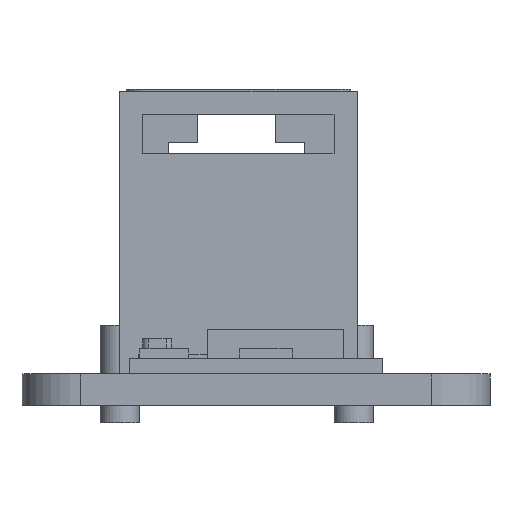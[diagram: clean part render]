
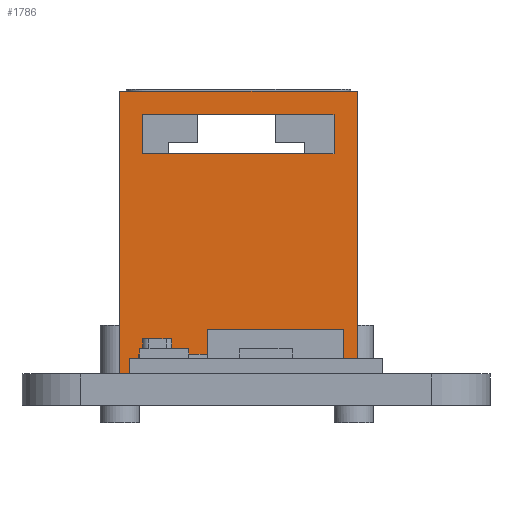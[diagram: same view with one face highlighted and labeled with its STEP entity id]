
A CAD part, left-side view. The second image highlights one B-rep face of the part: STEP entity #1786.
In plain terms, the highlighted planar face has unit normal (-1, 0, 0).
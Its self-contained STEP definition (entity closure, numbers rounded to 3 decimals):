
#113 = CARTESIAN_POINT ( 'NONE',  ( 13.696, -5.48, 48.8 ) ) ;
#148 = VERTEX_POINT ( 'NONE', #5593 ) ;
#254 = CARTESIAN_POINT ( 'NONE',  ( 13.696, 5.52, 62.1 ) ) ;
#261 = VERTEX_POINT ( 'NONE', #4064 ) ;
#397 = ORIENTED_EDGE ( 'NONE', *, *, #1952, .F. ) ;
#428 = EDGE_LOOP ( 'NONE', ( #5069, #6629, #2060, #6784, #3876, #6970, #2453, #4059 ) ) ;
#572 = EDGE_CURVE ( 'NONE', #697, #4522, #1139, .T. ) ;
#635 = LINE ( 'NONE', #254, #3902 ) ;
#675 = CARTESIAN_POINT ( 'NONE',  ( 13.696, -5.48, 48.8 ) ) ;
#697 = VERTEX_POINT ( 'NONE', #3083 ) ;
#705 = DIRECTION ( 'NONE',  ( 0., 1., 0. ) ) ;
#737 = CARTESIAN_POINT ( 'NONE',  ( 13.696, 5.52, 60.1 ) ) ;
#920 = EDGE_CURVE ( 'NONE', #261, #3705, #5777, .T. ) ;
#926 = VECTOR ( 'NONE', #7590, 1000. ) ;
#1070 = DIRECTION ( 'NONE',  ( 0., 0., -1. ) ) ;
#1082 = DIRECTION ( 'NONE',  ( 0., 0., 1. ) ) ;
#1120 = FACE_BOUND ( 'NONE', #6180, .T. ) ;
#1139 = LINE ( 'NONE', #2900, #926 ) ;
#1153 = VECTOR ( 'NONE', #4876, 1000. ) ;
#1199 = EDGE_CURVE ( 'NONE', #3705, #6983, #635, .T. ) ;
#1280 = PLANE ( 'NONE',  #1721 ) ;
#1307 = DIRECTION ( 'NONE',  ( 0., 0., -1. ) ) ;
#1323 = LINE ( 'NONE', #4359, #2964 ) ;
#1368 = EDGE_CURVE ( 'NONE', #7245, #5799, #4526, .T. ) ;
#1513 = VECTOR ( 'NONE', #1070, 1000. ) ;
#1566 = CARTESIAN_POINT ( 'NONE',  ( 13.696, 5.72, 49.8 ) ) ;
#1617 = VECTOR ( 'NONE', #2369, 1000. ) ;
#1721 = AXIS2_PLACEMENT_3D ( 'NONE', #675, #4930, #1307 ) ;
#1786 = ADVANCED_FACE ( 'NONE', ( #1120, #2549 ), #1280, .T. ) ;
#1923 = VECTOR ( 'NONE', #705, 1000. ) ;
#1952 = EDGE_CURVE ( 'NONE', #6983, #4427, #6483, .T. ) ;
#2007 = LINE ( 'NONE', #5518, #3461 ) ;
#2019 = ORIENTED_EDGE ( 'NONE', *, *, #1199, .F. ) ;
#2060 = ORIENTED_EDGE ( 'NONE', *, *, #7407, .F. ) ;
#2366 = CARTESIAN_POINT ( 'NONE',  ( 13.696, -4.28, 62.1 ) ) ;
#2369 = DIRECTION ( 'NONE',  ( 0., 0., 1. ) ) ;
#2397 = VECTOR ( 'NONE', #2851, 1000. ) ;
#2453 = ORIENTED_EDGE ( 'NONE', *, *, #5991, .F. ) ;
#2549 = FACE_OUTER_BOUND ( 'NONE', #428, .T. ) ;
#2607 = DIRECTION ( 'NONE',  ( 0., 0., 1. ) ) ;
#2648 = CARTESIAN_POINT ( 'NONE',  ( 13.696, -4.28, 48.8 ) ) ;
#2851 = DIRECTION ( 'NONE',  ( 0., 0., 1. ) ) ;
#2900 = CARTESIAN_POINT ( 'NONE',  ( 13.696, -4.28, 49.8 ) ) ;
#2941 = VERTEX_POINT ( 'NONE', #4584 ) ;
#2964 = VECTOR ( 'NONE', #6713, 1000. ) ;
#3083 = CARTESIAN_POINT ( 'NONE',  ( 13.696, -4.28, 49.8 ) ) ;
#3124 = VERTEX_POINT ( 'NONE', #6192 ) ;
#3136 = EDGE_CURVE ( 'NONE', #4522, #3124, #4346, .T. ) ;
#3260 = LINE ( 'NONE', #3605, #1617 ) ;
#3391 = VECTOR ( 'NONE', #2607, 1000. ) ;
#3461 = VECTOR ( 'NONE', #6092, 1000. ) ;
#3530 = CARTESIAN_POINT ( 'NONE',  ( 13.696, -5.48, 48.8 ) ) ;
#3605 = CARTESIAN_POINT ( 'NONE',  ( 13.696, -4.28, 48.8 ) ) ;
#3687 = CARTESIAN_POINT ( 'NONE',  ( 13.696, -5.48, 63.3 ) ) ;
#3705 = VERTEX_POINT ( 'NONE', #2366 ) ;
#3836 = ORIENTED_EDGE ( 'NONE', *, *, #6689, .F. ) ;
#3876 = ORIENTED_EDGE ( 'NONE', *, *, #1368, .T. ) ;
#3882 = DIRECTION ( 'NONE',  ( 0., 1., 0. ) ) ;
#3902 = VECTOR ( 'NONE', #3882, 1000. ) ;
#4000 = LINE ( 'NONE', #5227, #2397 ) ;
#4022 = EDGE_CURVE ( 'NONE', #3124, #2941, #6682, .T. ) ;
#4059 = ORIENTED_EDGE ( 'NONE', *, *, #4022, .F. ) ;
#4064 = CARTESIAN_POINT ( 'NONE',  ( 13.696, -4.28, 60.1 ) ) ;
#4166 = VERTEX_POINT ( 'NONE', #2648 ) ;
#4346 = LINE ( 'NONE', #1566, #7181 ) ;
#4359 = CARTESIAN_POINT ( 'NONE',  ( 13.696, 5.52, 60.1 ) ) ;
#4427 = VERTEX_POINT ( 'NONE', #737 ) ;
#4522 = VERTEX_POINT ( 'NONE', #6752 ) ;
#4526 = LINE ( 'NONE', #4709, #7621 ) ;
#4584 = CARTESIAN_POINT ( 'NONE',  ( 13.696, 6.72, 48.8 ) ) ;
#4709 = CARTESIAN_POINT ( 'NONE',  ( 13.696, -5.48, 48.8 ) ) ;
#4876 = DIRECTION ( 'NONE',  ( 0., 1., 0. ) ) ;
#4930 = DIRECTION ( 'NONE',  ( -1., 0., 0. ) ) ;
#5069 = ORIENTED_EDGE ( 'NONE', *, *, #3136, .F. ) ;
#5227 = CARTESIAN_POINT ( 'NONE',  ( 13.696, 6.72, 48.8 ) ) ;
#5332 = EDGE_CURVE ( 'NONE', #5799, #148, #5952, .T. ) ;
#5478 = EDGE_CURVE ( 'NONE', #7245, #4166, #2007, .T. ) ;
#5518 = CARTESIAN_POINT ( 'NONE',  ( 13.696, -5.48, 48.8 ) ) ;
#5593 = CARTESIAN_POINT ( 'NONE',  ( 13.696, 6.72, 63.3 ) ) ;
#5700 = CARTESIAN_POINT ( 'NONE',  ( 13.696, -5.48, 63.3 ) ) ;
#5766 = DIRECTION ( 'NONE',  ( 0., 0., -1. ) ) ;
#5777 = LINE ( 'NONE', #6159, #3391 ) ;
#5799 = VERTEX_POINT ( 'NONE', #5700 ) ;
#5952 = LINE ( 'NONE', #3687, #1153 ) ;
#5991 = EDGE_CURVE ( 'NONE', #2941, #148, #4000, .T. ) ;
#6092 = DIRECTION ( 'NONE',  ( 0., 1., 0. ) ) ;
#6159 = CARTESIAN_POINT ( 'NONE',  ( 13.696, -4.28, 62.1 ) ) ;
#6180 = EDGE_LOOP ( 'NONE', ( #397, #2019, #6751, #3836 ) ) ;
#6192 = CARTESIAN_POINT ( 'NONE',  ( 13.696, 5.72, 48.8 ) ) ;
#6483 = LINE ( 'NONE', #7585, #1513 ) ;
#6629 = ORIENTED_EDGE ( 'NONE', *, *, #572, .F. ) ;
#6682 = LINE ( 'NONE', #113, #1923 ) ;
#6689 = EDGE_CURVE ( 'NONE', #4427, #261, #1323, .T. ) ;
#6713 = DIRECTION ( 'NONE',  ( 0., -1., 0. ) ) ;
#6751 = ORIENTED_EDGE ( 'NONE', *, *, #920, .F. ) ;
#6752 = CARTESIAN_POINT ( 'NONE',  ( 13.696, 5.72, 49.8 ) ) ;
#6784 = ORIENTED_EDGE ( 'NONE', *, *, #5478, .F. ) ;
#6807 = CARTESIAN_POINT ( 'NONE',  ( 13.696, 5.52, 62.1 ) ) ;
#6970 = ORIENTED_EDGE ( 'NONE', *, *, #5332, .T. ) ;
#6983 = VERTEX_POINT ( 'NONE', #6807 ) ;
#7181 = VECTOR ( 'NONE', #5766, 1000. ) ;
#7245 = VERTEX_POINT ( 'NONE', #3530 ) ;
#7407 = EDGE_CURVE ( 'NONE', #4166, #697, #3260, .T. ) ;
#7585 = CARTESIAN_POINT ( 'NONE',  ( 13.696, 5.52, 62.1 ) ) ;
#7590 = DIRECTION ( 'NONE',  ( 0., 1., 0. ) ) ;
#7621 = VECTOR ( 'NONE', #1082, 1000. ) ;
